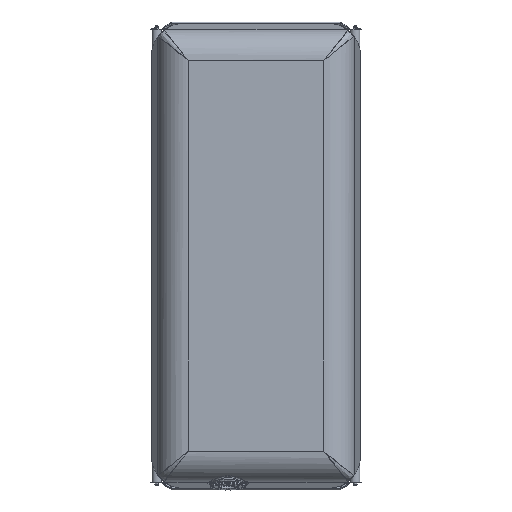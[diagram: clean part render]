
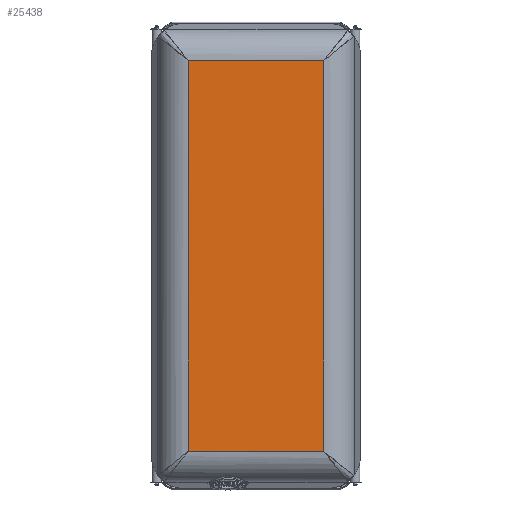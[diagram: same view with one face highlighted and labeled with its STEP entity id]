
A CAD part, front view. The second image highlights one B-rep face of the part: STEP entity #25438.
In plain terms, the highlighted planar face has unit normal (0, -1, 0).
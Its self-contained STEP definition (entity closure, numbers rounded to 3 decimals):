
#1052=PLANE('',#27629);
#2257=FACE_OUTER_BOUND('',#3798,.T.);
#3798=EDGE_LOOP('',(#20531,#20532,#20533,#20534));
#7085=LINE('',#45859,#8749);
#7451=LINE('',#54483,#9115);
#7454=LINE('',#54582,#9118);
#7512=LINE('',#56031,#9176);
#8749=VECTOR('',#30455,10.);
#9115=VECTOR('',#31707,10.);
#9118=VECTOR('',#31720,10.);
#9176=VECTOR('',#31910,10.);
#10728=VERTEX_POINT('',#45856);
#10729=VERTEX_POINT('',#45858);
#11271=VERTEX_POINT('',#54203);
#11297=VERTEX_POINT('',#54561);
#13569=EDGE_CURVE('',#10728,#10729,#7085,.T.);
#14440=EDGE_CURVE('',#11271,#10728,#7451,.T.);
#14451=EDGE_CURVE('',#10729,#11297,#7454,.T.);
#14581=EDGE_CURVE('',#11297,#11271,#7512,.T.);
#20531=ORIENTED_EDGE('',*,*,#14581,.F.);
#20532=ORIENTED_EDGE('',*,*,#14451,.F.);
#20533=ORIENTED_EDGE('',*,*,#13569,.F.);
#20534=ORIENTED_EDGE('',*,*,#14440,.F.);
#25438=ADVANCED_FACE('',(#2257),#1052,.T.);
#27629=AXIS2_PLACEMENT_3D('',#56037,#31920,#31921);
#30455=DIRECTION('',(-1.,0.,0.));
#31707=DIRECTION('',(0.,0.,-1.));
#31720=DIRECTION('',(0.,0.,1.));
#31910=DIRECTION('',(1.,0.,0.));
#31920=DIRECTION('center_axis',(0.,-1.,0.));
#31921=DIRECTION('ref_axis',(1.,0.,0.));
#45856=CARTESIAN_POINT('',(321.805,-780.,-930.305));
#45858=CARTESIAN_POINT('',(-321.805,-780.,-930.305));
#45859=CARTESIAN_POINT('',(-321.805,-780.,-930.305));
#54203=CARTESIAN_POINT('',(321.805,-780.,930.305));
#54483=CARTESIAN_POINT('',(321.805,-780.,-930.305));
#54561=CARTESIAN_POINT('',(-321.805,-780.,930.305));
#54582=CARTESIAN_POINT('',(-321.805,-780.,1106.));
#56031=CARTESIAN_POINT('',(321.805,-780.,930.305));
#56037=CARTESIAN_POINT('Origin',(-497.5,-780.,0.));
